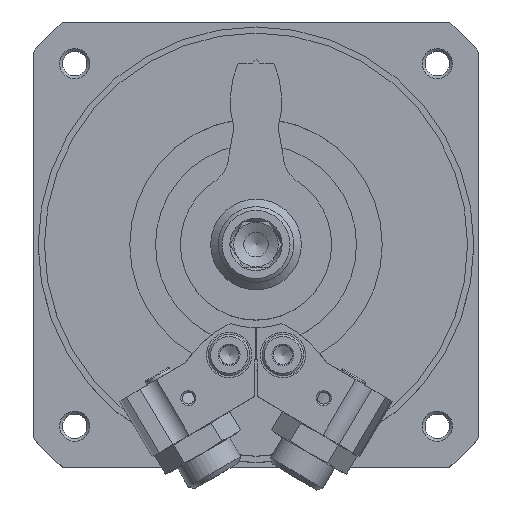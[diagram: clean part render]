
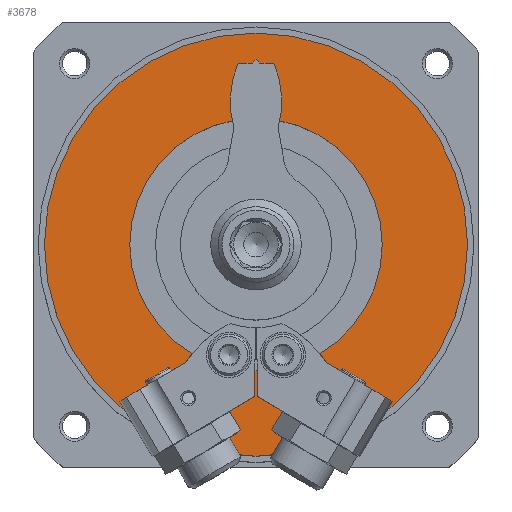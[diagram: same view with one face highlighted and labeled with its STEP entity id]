
A CAD part, top view. The second image highlights one B-rep face of the part: STEP entity #3678.
In plain terms, the highlighted face is planar.
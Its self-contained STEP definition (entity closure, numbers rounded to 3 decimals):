
#178=PLANE('',#4085);
#790=ORIENTED_EDGE('',*,*,#1690,.F.);
#791=ORIENTED_EDGE('',*,*,#1691,.T.);
#1690=EDGE_CURVE('',#2150,#2150,#2503,.T.);
#1691=EDGE_CURVE('',#2151,#2151,#2504,.T.);
#2150=VERTEX_POINT('',#5937);
#2151=VERTEX_POINT('',#5939);
#2503=CIRCLE('',#4086,28.);
#2504=CIRCLE('',#4087,16.7);
#2761=EDGE_LOOP('',(#790));
#2762=EDGE_LOOP('',(#791));
#3184=FACE_BOUND('',#2761,.T.);
#3185=FACE_BOUND('',#2762,.T.);
#3678=ADVANCED_FACE('',(#3184,#3185),#178,.F.);
#4085=AXIS2_PLACEMENT_3D('',#5935,#4684,#4685);
#4086=AXIS2_PLACEMENT_3D('',#5936,#4686,#4687);
#4087=AXIS2_PLACEMENT_3D('',#5938,#4688,#4689);
#4684=DIRECTION('',(1.,0.,0.));
#4685=DIRECTION('',(0.,0.,-1.));
#4686=DIRECTION('',(1.,0.,0.));
#4687=DIRECTION('',(0.,0.,-1.));
#4688=DIRECTION('',(1.,0.,0.));
#4689=DIRECTION('',(0.,0.,-1.));
#5935=CARTESIAN_POINT('',(-31.,0.,0.));
#5936=CARTESIAN_POINT('',(-31.,0.,0.));
#5937=CARTESIAN_POINT('',(-31.,0.,-28.));
#5938=CARTESIAN_POINT('',(-31.,0.,0.));
#5939=CARTESIAN_POINT('',(-31.,0.,-16.7));
